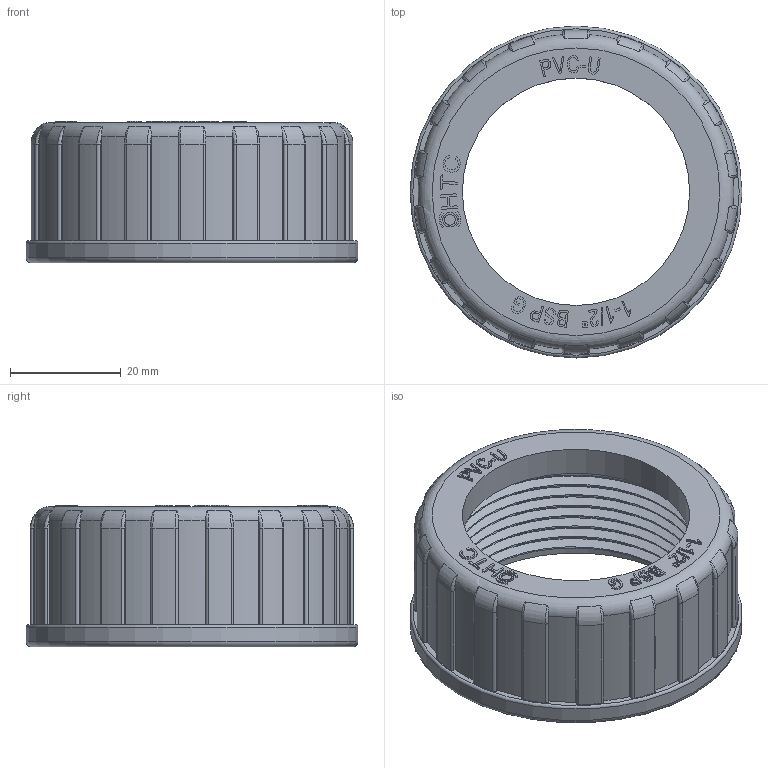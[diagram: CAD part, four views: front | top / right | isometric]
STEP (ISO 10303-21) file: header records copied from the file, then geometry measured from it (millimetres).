
FILE_DESCRIPTION(/* description */ (''),/* implementation_level */ '2;1');
FILE_NAME(/* name */ 'AF0600.COA.032.step',/* time_stamp */ '2026-01-07T08:09:48+01:00',/* author */ (''),/* organization */ (''),/* preprocessor_version */ 'ST-DEVELOPER v20.1',/* originating_system */ 'Autodesk Translation Framework v14.21.0.0',/* authorisation */ '');
FILE_SCHEMA (('AUTOMOTIVE_DESIGN { 1 0 10303 214 3 1 1 }'));
Length unit declared in the file: millimetre
Products named in the file (1): 2026-01-07-06-16-12-234
Bounding box: 60 x 60 x 25.6 mm (x, y, z)
Volume: 25570.6 mm3; surface area: 13088.6 mm2
Topology: 1 solids, 1 shells, 830 faces, 2359 edges, 1560 vertices
Faces by surface type: plane 661, cylinder 97, bspline 51, torus 21
Full cylindrical faces by diameter (mm): 1.962 x1, 2.616 x1, 41.1 x1, 44.845 x7, 47.803 x7, 60 x1
Entity records: 33464 total; most frequent: CARTESIAN_POINT 12011, ORIENTED_EDGE 4718, DIRECTION 4054, EDGE_CURVE 2359, LINE 1958, VECTOR 1958, VERTEX_POINT 1560, AXIS2_PLACEMENT_3D 1048
